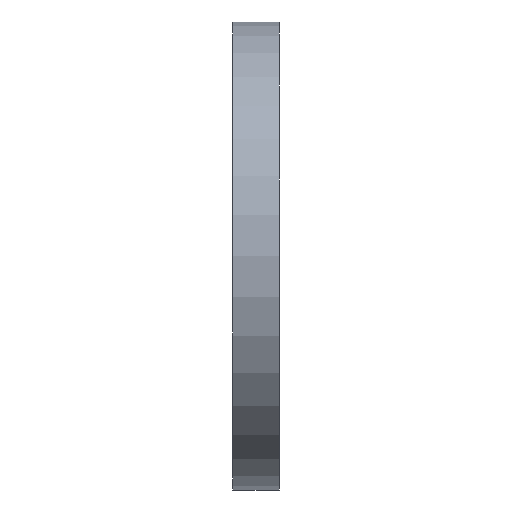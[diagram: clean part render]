
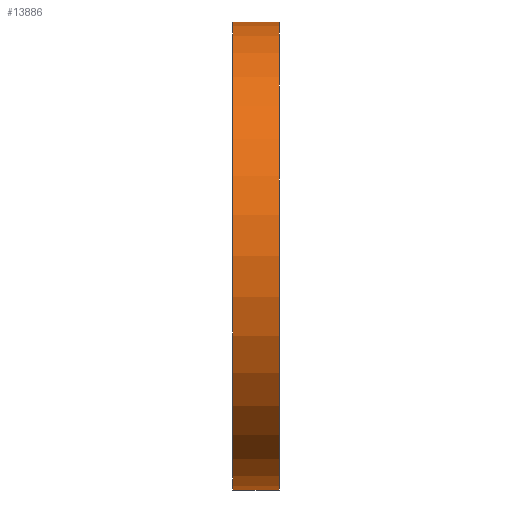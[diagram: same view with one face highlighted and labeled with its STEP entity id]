
A CAD part, left-side view. The second image highlights one B-rep face of the part: STEP entity #13886.
In plain terms, the highlighted cylindrical face has radius 40 mm (diameter 80 mm), a partial arc.
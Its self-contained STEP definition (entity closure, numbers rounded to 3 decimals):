
#267 = CARTESIAN_POINT ( 'NONE',  ( 0., 8., 0. ) ) ;
#533 = CARTESIAN_POINT ( 'NONE',  ( 0., 8., -40. ) ) ;
#1307 = DIRECTION ( 'NONE',  ( 0., -1., 0. ) ) ;
#1375 = CIRCLE ( 'NONE', #12222, 40. ) ;
#1882 = AXIS2_PLACEMENT_3D ( 'NONE', #267, #2602, #7075 ) ;
#2358 = VERTEX_POINT ( 'NONE', #13236 ) ;
#2387 = CARTESIAN_POINT ( 'NONE',  ( 0., 0., 0. ) ) ;
#2602 = DIRECTION ( 'NONE',  ( 0., 1., 0. ) ) ;
#3535 = DIRECTION ( 'NONE',  ( 0., 0., 1. ) ) ;
#3729 = CARTESIAN_POINT ( 'NONE',  ( 0., 8., 40. ) ) ;
#3795 = VERTEX_POINT ( 'NONE', #5911 ) ;
#4478 = EDGE_CURVE ( 'NONE', #15037, #3795, #5872, .T. ) ;
#4655 = DIRECTION ( 'NONE',  ( 0., 0., -1. ) ) ;
#5872 = LINE ( 'NONE', #533, #12916 ) ;
#5911 = CARTESIAN_POINT ( 'NONE',  ( 0., 0., -40. ) ) ;
#6193 = ORIENTED_EDGE ( 'NONE', *, *, #4478, .T. ) ;
#6873 = EDGE_CURVE ( 'NONE', #15037, #12551, #12811, .T. ) ;
#7007 = CARTESIAN_POINT ( 'NONE',  ( 0., 8., 40. ) ) ;
#7075 = DIRECTION ( 'NONE',  ( 0., 0., 1. ) ) ;
#7522 = DIRECTION ( 'NONE',  ( 0., -1., 0. ) ) ;
#8617 = EDGE_LOOP ( 'NONE', ( #13540, #15045, #6193, #14202 ) ) ;
#8650 = FACE_OUTER_BOUND ( 'NONE', #8617, .T. ) ;
#9392 = CYLINDRICAL_SURFACE ( 'NONE', #12535, 40. ) ;
#9509 = EDGE_CURVE ( 'NONE', #12551, #2358, #10605, .T. ) ;
#10063 = VECTOR ( 'NONE', #1307, 1000. ) ;
#10472 = DIRECTION ( 'NONE',  ( 0., 1., 0. ) ) ;
#10605 = LINE ( 'NONE', #7007, #10063 ) ;
#11379 = DIRECTION ( 'NONE',  ( 0., -1., 0. ) ) ;
#12222 = AXIS2_PLACEMENT_3D ( 'NONE', #2387, #10472, #3535 ) ;
#12535 = AXIS2_PLACEMENT_3D ( 'NONE', #14891, #11379, #4655 ) ;
#12551 = VERTEX_POINT ( 'NONE', #3729 ) ;
#12811 = CIRCLE ( 'NONE', #1882, 40. ) ;
#12916 = VECTOR ( 'NONE', #7522, 1000. ) ;
#13236 = CARTESIAN_POINT ( 'NONE',  ( 0., 0., 40. ) ) ;
#13540 = ORIENTED_EDGE ( 'NONE', *, *, #9509, .F. ) ;
#13844 = CARTESIAN_POINT ( 'NONE',  ( 0., 8., -40. ) ) ;
#13886 = ADVANCED_FACE ( 'NONE', ( #8650 ), #9392, .T. ) ;
#14171 = EDGE_CURVE ( 'NONE', #3795, #2358, #1375, .T. ) ;
#14202 = ORIENTED_EDGE ( 'NONE', *, *, #14171, .T. ) ;
#14891 = CARTESIAN_POINT ( 'NONE',  ( 0., 8., 0. ) ) ;
#15037 = VERTEX_POINT ( 'NONE', #13844 ) ;
#15045 = ORIENTED_EDGE ( 'NONE', *, *, #6873, .F. ) ;
